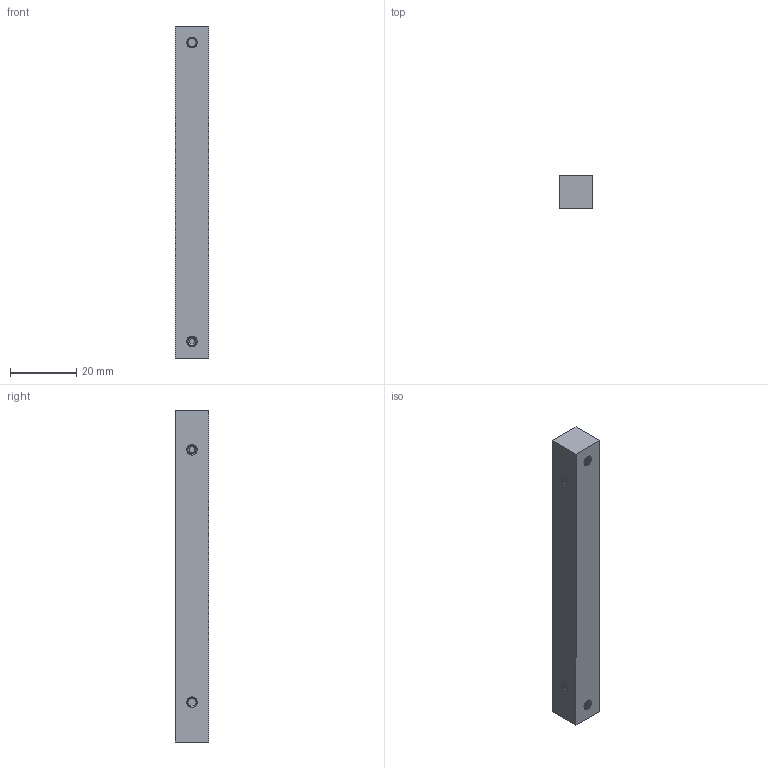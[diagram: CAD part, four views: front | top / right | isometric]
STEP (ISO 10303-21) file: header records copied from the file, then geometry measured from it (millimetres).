
FILE_DESCRIPTION (( 'STEP AP214' ), '1' );
FILE_NAME ('Connecting-Bar.STEP', '2022-05-03T08:47:39', ( '' ), ( '' ), 'SwSTEP 2.0', 'SolidWorks 2022', '' );
FILE_SCHEMA (( 'AUTOMOTIVE_DESIGN' ));
Length unit declared in the file: millimetre
Products named in the file (1): Connecting-Bar
Bounding box: 10 x 10 x 100 mm (x, y, z)
Volume: 9813.8 mm3; surface area: 4613.2 mm2
Topology: 1 solids, 1 shells, 154 faces, 436 edges, 288 vertices
Faces by surface type: cylinder 116, plane 14, cone 12, bspline 12
Entity records: 14226 total; most frequent: CARTESIAN_POINT 10903, ORIENTED_EDGE 872, DIRECTION 470, EDGE_CURVE 436, VERTEX_POINT 288, AXIS2_PLACEMENT_3D 163, EDGE_LOOP 158, FACE_OUTER_BOUND 154
